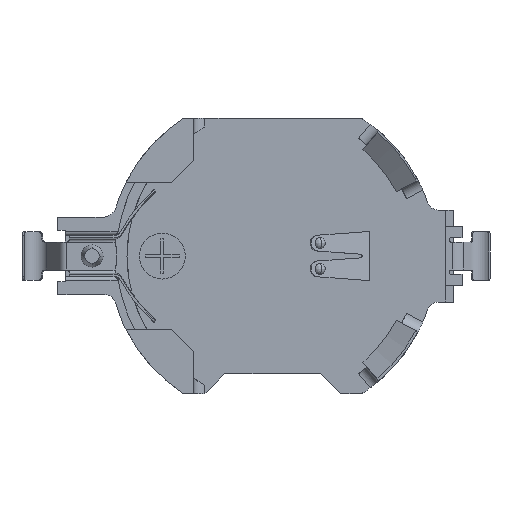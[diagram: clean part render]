
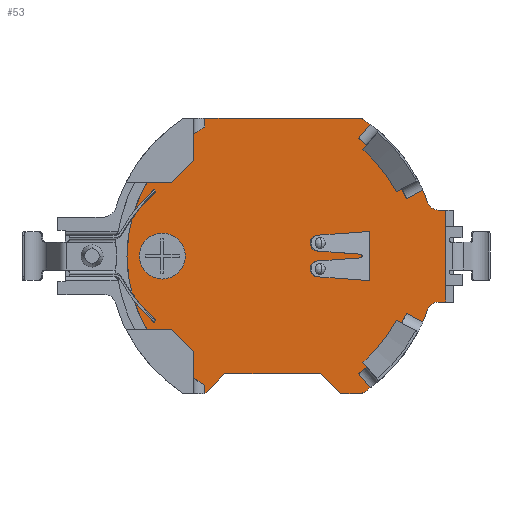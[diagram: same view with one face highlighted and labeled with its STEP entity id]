
A CAD part, top view. The second image highlights one B-rep face of the part: STEP entity #53.
In plain terms, the highlighted planar face has unit normal (0, 0, 1).
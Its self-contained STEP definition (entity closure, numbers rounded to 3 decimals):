
#53=ADVANCED_FACE('',(#283,#284,#285),#286,.T.);
#283=FACE_OUTER_BOUND('',#729,.T.);
#284=FACE_BOUND('',#730,.T.);
#285=FACE_BOUND('',#731,.T.);
#286=PLANE('',#732);
#729=EDGE_LOOP('',(#1424,#1425,#1426,#1427,#1428,#1429,#1430,#1431,#1432,#1433,#1434,#1435,#1436,#1437,#1438,#1439,#1440,#1441,#1442,#1443,#1444,#1445,#1446,#1447));
#730=EDGE_LOOP('',(#1448,#1449));
#731=EDGE_LOOP('',(#1450,#1451,#1452,#1453));
#732=AXIS2_PLACEMENT_3D('',#1454,#1455,#1456);
#1424=ORIENTED_EDGE('',*,*,#3237,.T.);
#1425=ORIENTED_EDGE('',*,*,#3238,.F.);
#1426=ORIENTED_EDGE('',*,*,#3239,.T.);
#1427=ORIENTED_EDGE('',*,*,#3240,.T.);
#1428=ORIENTED_EDGE('',*,*,#3241,.T.);
#1429=ORIENTED_EDGE('',*,*,#3242,.T.);
#1430=ORIENTED_EDGE('',*,*,#3243,.T.);
#1431=ORIENTED_EDGE('',*,*,#3244,.T.);
#1432=ORIENTED_EDGE('',*,*,#3245,.T.);
#1433=ORIENTED_EDGE('',*,*,#3246,.F.);
#1434=ORIENTED_EDGE('',*,*,#3247,.T.);
#1435=ORIENTED_EDGE('',*,*,#3248,.F.);
#1436=ORIENTED_EDGE('',*,*,#3249,.T.);
#1437=ORIENTED_EDGE('',*,*,#3236,.T.);
#1438=ORIENTED_EDGE('',*,*,#3250,.F.);
#1439=ORIENTED_EDGE('',*,*,#3182,.T.);
#1440=ORIENTED_EDGE('',*,*,#3251,.T.);
#1441=ORIENTED_EDGE('',*,*,#3252,.F.);
#1442=ORIENTED_EDGE('',*,*,#3253,.T.);
#1443=ORIENTED_EDGE('',*,*,#3254,.T.);
#1444=ORIENTED_EDGE('',*,*,#3255,.T.);
#1445=ORIENTED_EDGE('',*,*,#3256,.T.);
#1446=ORIENTED_EDGE('',*,*,#3257,.T.);
#1447=ORIENTED_EDGE('',*,*,#3258,.F.);
#1448=ORIENTED_EDGE('',*,*,#3259,.F.);
#1449=ORIENTED_EDGE('',*,*,#3260,.F.);
#1450=ORIENTED_EDGE('',*,*,#3261,.T.);
#1451=ORIENTED_EDGE('',*,*,#3262,.F.);
#1452=ORIENTED_EDGE('',*,*,#3263,.T.);
#1453=ORIENTED_EDGE('',*,*,#3264,.T.);
#1454=CARTESIAN_POINT('',(0.0,0.0,1.397));
#1455=DIRECTION('',(0.0,0.0,1.0));
#1456=DIRECTION('',(1.0,0.0,0.0));
#3182=EDGE_CURVE('',#3792,#3789,#3793,.T.);
#3236=EDGE_CURVE('',#3888,#3896,#3898,.T.);
#3237=EDGE_CURVE('',#3899,#3900,#3901,.T.);
#3238=EDGE_CURVE('',#3902,#3900,#3903,.T.);
#3239=EDGE_CURVE('',#3902,#3904,#3905,.T.);
#3240=EDGE_CURVE('',#3904,#3906,#3907,.T.);
#3241=EDGE_CURVE('',#3906,#3908,#3909,.T.);
#3242=EDGE_CURVE('',#3908,#3910,#3911,.T.);
#3243=EDGE_CURVE('',#3910,#3912,#3913,.T.);
#3244=EDGE_CURVE('',#3912,#3914,#3915,.T.);
#3245=EDGE_CURVE('',#3914,#3916,#3917,.T.);
#3246=EDGE_CURVE('',#3918,#3916,#3919,.T.);
#3247=EDGE_CURVE('',#3918,#3920,#3921,.T.);
#3248=EDGE_CURVE('',#3922,#3920,#3923,.T.);
#3249=EDGE_CURVE('',#3922,#3888,#3924,.T.);
#3250=EDGE_CURVE('',#3792,#3896,#3925,.T.);
#3251=EDGE_CURVE('',#3789,#3926,#3927,.T.);
#3252=EDGE_CURVE('',#3928,#3926,#3929,.T.);
#3253=EDGE_CURVE('',#3928,#3930,#3931,.T.);
#3254=EDGE_CURVE('',#3930,#3932,#3933,.T.);
#3255=EDGE_CURVE('',#3932,#3934,#3935,.T.);
#3256=EDGE_CURVE('',#3934,#3936,#3937,.T.);
#3257=EDGE_CURVE('',#3936,#3938,#3939,.T.);
#3258=EDGE_CURVE('',#3899,#3938,#3940,.T.);
#3259=EDGE_CURVE('',#3941,#3942,#3943,.T.);
#3260=EDGE_CURVE('',#3942,#3941,#3944,.T.);
#3261=EDGE_CURVE('',#3945,#3946,#3947,.T.);
#3262=EDGE_CURVE('',#3948,#3946,#3949,.T.);
#3263=EDGE_CURVE('',#3948,#3950,#3951,.T.);
#3264=EDGE_CURVE('',#3950,#3945,#3952,.T.);
#3789=VERTEX_POINT('',#4787);
#3792=VERTEX_POINT('',#4791);
#3793=CIRCLE('',#4792,10.058);
#3888=VERTEX_POINT('',#4935);
#3896=VERTEX_POINT('',#4947);
#3898=LINE('',#4949,#4950);
#3899=VERTEX_POINT('',#4951);
#3900=VERTEX_POINT('',#4952);
#3901=CIRCLE('',#4953,10.058);
#3902=VERTEX_POINT('',#4954);
#3903=LINE('',#4955,#4956);
#3904=VERTEX_POINT('',#4957);
#3905=CIRCLE('',#4958,11.328);
#3906=VERTEX_POINT('',#4959);
#3907=CIRCLE('',#4960,0.762);
#3908=VERTEX_POINT('',#4961);
#3909=LINE('',#4962,#4963);
#3910=VERTEX_POINT('',#4964);
#3911=LINE('',#4965,#4966);
#3912=VERTEX_POINT('',#4967);
#3913=LINE('',#4968,#4969);
#3914=VERTEX_POINT('',#4970);
#3915=CIRCLE('',#4971,0.762);
#3916=VERTEX_POINT('',#4972);
#3917=CIRCLE('',#4973,11.328);
#3918=VERTEX_POINT('',#4974);
#3919=LINE('',#4975,#4976);
#3920=VERTEX_POINT('',#4977);
#3921=CIRCLE('',#4978,10.058);
#3922=VERTEX_POINT('',#4979);
#3923=LINE('',#4980,#4981);
#3924=CIRCLE('',#4982,11.328);
#3925=LINE('',#4983,#4984);
#3926=VERTEX_POINT('',#4985);
#3927=CIRCLE('',#4986,10.058);
#3928=VERTEX_POINT('',#4987);
#3929=LINE('',#4988,#4989);
#3930=VERTEX_POINT('',#4990);
#3931=LINE('',#4991,#4992);
#3932=VERTEX_POINT('',#4993);
#3933=LINE('',#4994,#4995);
#3934=VERTEX_POINT('',#4996);
#3935=LINE('',#4997,#4998);
#3936=VERTEX_POINT('',#4999);
#3937=LINE('',#5000,#5001);
#3938=VERTEX_POINT('',#5002);
#3939=CIRCLE('',#5003,11.328);
#3940=LINE('',#5004,#5005);
#3941=VERTEX_POINT('',#5006);
#3942=VERTEX_POINT('',#5007);
#3943=CIRCLE('',#5008,1.588);
#3944=CIRCLE('',#5009,1.588);
#3945=VERTEX_POINT('',#5010);
#3946=VERTEX_POINT('',#5011);
#3947=LINE('',#5012,#5013);
#3948=VERTEX_POINT('',#5014);
#3949=LINE('',#5015,#5016);
#3950=VERTEX_POINT('',#5017);
#3951=LINE('',#5018,#5019);
#3952=LINE('',#5020,#5021);
#4787=CARTESIAN_POINT('',(-10.058,0.,1.397));
#4791=CARTESIAN_POINT('',(-4.674,8.907,1.397));
#4792=AXIS2_PLACEMENT_3D('',#7298,#7299,#7300);
#4935=CARTESIAN_POINT('',(6.132,9.525,1.397));
#4947=CARTESIAN_POINT('',(-4.674,9.525,1.397));
#4949=CARTESIAN_POINT('',(6.132,9.525,1.397));
#4950=VECTOR('',#7399,10.806);
#4951=CARTESIAN_POINT('',(5.91,-8.139,1.397));
#4952=CARTESIAN_POINT('',(9.248,-3.955,1.397));
#4953=AXIS2_PLACEMENT_3D('',#7400,#7401,#7402);
#4954=CARTESIAN_POINT('',(10.378,-4.543,1.397));
#4955=CARTESIAN_POINT('',(10.378,-4.543,1.397));
#4956=VECTOR('',#7403,1.273);
#4957=CARTESIAN_POINT('',(10.711,-3.689,1.397));
#4958=AXIS2_PLACEMENT_3D('',#7404,#7405,#7406);
#4959=CARTESIAN_POINT('',(11.431,-3.175,1.397));
#4960=AXIS2_PLACEMENT_3D('',#7407,#7408,#7409);
#4961=CARTESIAN_POINT('',(11.963,-3.175,1.397));
#4962=CARTESIAN_POINT('',(11.431,-3.175,1.397));
#4963=VECTOR('',#7410,0.532);
#4964=CARTESIAN_POINT('',(11.963,3.175,1.397));
#4965=CARTESIAN_POINT('',(11.963,-3.175,1.397));
#4966=VECTOR('',#7411,6.35);
#4967=CARTESIAN_POINT('',(11.431,3.175,1.397));
#4968=CARTESIAN_POINT('',(11.963,3.175,1.397));
#4969=VECTOR('',#7412,0.532);
#4970=CARTESIAN_POINT('',(10.711,3.689,1.397));
#4971=AXIS2_PLACEMENT_3D('',#7413,#7414,#7415);
#4972=CARTESIAN_POINT('',(10.378,4.543,1.397));
#4973=AXIS2_PLACEMENT_3D('',#7416,#7417,#7418);
#4974=CARTESIAN_POINT('',(9.248,3.955,1.397));
#4975=CARTESIAN_POINT('',(9.248,3.955,1.397));
#4976=VECTOR('',#7419,1.273);
#4977=CARTESIAN_POINT('',(5.91,8.139,1.397));
#4978=AXIS2_PLACEMENT_3D('',#7420,#7421,#7422);
#4979=CARTESIAN_POINT('',(6.734,9.11,1.397));
#4980=CARTESIAN_POINT('',(6.734,9.11,1.397));
#4981=VECTOR('',#7423,1.273);
#4982=AXIS2_PLACEMENT_3D('',#7424,#7425,#7426);
#4983=CARTESIAN_POINT('',(-4.674,8.907,1.397));
#4984=VECTOR('',#7427,0.618);
#4985=CARTESIAN_POINT('',(-4.674,-8.907,1.397));
#4986=AXIS2_PLACEMENT_3D('',#7428,#7429,#7430);
#4987=CARTESIAN_POINT('',(-4.674,-9.5,1.397));
#4988=CARTESIAN_POINT('',(-4.674,-9.5,1.397));
#4989=VECTOR('',#7431,0.593);
#4990=CARTESIAN_POINT('',(-3.302,-8.128,1.397));
#4991=CARTESIAN_POINT('',(-4.674,-9.5,1.397));
#4992=VECTOR('',#7432,1.94);
#4993=CARTESIAN_POINT('',(3.302,-8.128,1.397));
#4994=CARTESIAN_POINT('',(-3.302,-8.128,1.397));
#4995=VECTOR('',#7433,6.604);
#4996=CARTESIAN_POINT('',(4.699,-9.525,1.397));
#4997=CARTESIAN_POINT('',(3.302,-8.128,1.397));
#4998=VECTOR('',#7434,1.976);
#4999=CARTESIAN_POINT('',(6.132,-9.525,1.397));
#5000=CARTESIAN_POINT('',(4.699,-9.525,1.397));
#5001=VECTOR('',#7435,1.433);
#5002=CARTESIAN_POINT('',(6.734,-9.11,1.397));
#5003=AXIS2_PLACEMENT_3D('',#7436,#7437,#7438);
#5004=CARTESIAN_POINT('',(5.91,-8.139,1.397));
#5005=VECTOR('',#7439,1.273);
#5006=CARTESIAN_POINT('',(-9.208,0.0,1.397));
#5007=CARTESIAN_POINT('',(-6.033,0.0,1.397));
#5008=AXIS2_PLACEMENT_3D('',#7440,#7441,#7442);
#5009=AXIS2_PLACEMENT_3D('',#7443,#7444,#7445);
#5010=CARTESIAN_POINT('',(6.701,-1.698,1.397));
#5011=CARTESIAN_POINT('',(6.327,-1.67,1.397));
#5012=CARTESIAN_POINT('',(6.701,-1.698,1.397));
#5013=VECTOR('',#7446,0.375);
#5014=CARTESIAN_POINT('',(6.327,1.67,1.397));
#5015=CARTESIAN_POINT('',(6.327,1.67,1.397));
#5016=VECTOR('',#7447,3.341);
#5017=CARTESIAN_POINT('',(6.701,1.698,1.397));
#5018=CARTESIAN_POINT('',(6.327,1.67,1.397));
#5019=VECTOR('',#7448,0.375);
#5020=CARTESIAN_POINT('',(6.701,1.698,1.397));
#5021=VECTOR('',#7449,3.395);
#7298=CARTESIAN_POINT('',(0.0,0.0,1.397));
#7299=DIRECTION('',(0.0,0.0,1.0));
#7300=DIRECTION('',(-0.465,0.885,0.0));
#7399=DIRECTION('',(-1.0,0.0,0.0));
#7400=CARTESIAN_POINT('',(0.0,0.0,1.397));
#7401=DIRECTION('',(0.0,0.0,1.0));
#7402=DIRECTION('',(0.588,-0.809,0.0));
#7403=DIRECTION('',(-0.887,0.462,0.0));
#7404=CARTESIAN_POINT('',(0.0,0.0,1.397));
#7405=DIRECTION('',(0.0,0.0,1.0));
#7406=DIRECTION('',(0.916,-0.401,0.0));
#7407=CARTESIAN_POINT('',(11.431,-3.937,1.397));
#7408=DIRECTION('',(0.0,0.0,-1.0));
#7409=DIRECTION('',(-0.945,0.326,0.0));
#7410=DIRECTION('',(1.0,0.0,0.0));
#7411=DIRECTION('',(0.0,1.0,0.0));
#7412=DIRECTION('',(-1.0,0.0,0.0));
#7413=CARTESIAN_POINT('',(11.431,3.937,1.397));
#7414=DIRECTION('',(0.0,0.0,-1.0));
#7415=DIRECTION('',(0.,-1.0,0.0));
#7416=CARTESIAN_POINT('',(0.0,0.0,1.397));
#7417=DIRECTION('',(0.0,-0.0,1.0));
#7418=DIRECTION('',(0.945,0.326,0.0));
#7419=DIRECTION('',(0.887,0.462,0.0));
#7420=CARTESIAN_POINT('',(0.0,0.0,1.397));
#7421=DIRECTION('',(0.0,-0.0,1.0));
#7422=DIRECTION('',(0.919,0.393,0.0));
#7423=DIRECTION('',(-0.647,-0.762,0.0));
#7424=CARTESIAN_POINT('',(0.0,0.0,1.397));
#7425=DIRECTION('',(0.0,-0.0,1.0));
#7426=DIRECTION('',(0.594,0.804,0.0));
#7427=DIRECTION('',(0.0,1.0,0.0));
#7428=CARTESIAN_POINT('',(0.0,0.0,1.397));
#7429=DIRECTION('',(0.0,0.0,1.0));
#7430=DIRECTION('',(-0.465,0.885,0.0));
#7431=DIRECTION('',(0.0,1.0,0.0));
#7432=DIRECTION('',(0.707,0.707,0.0));
#7433=DIRECTION('',(1.0,0.0,0.0));
#7434=DIRECTION('',(0.707,-0.707,0.0));
#7435=DIRECTION('',(1.0,0.0,0.0));
#7436=CARTESIAN_POINT('',(0.0,0.0,1.397));
#7437=DIRECTION('',(0.0,0.0,1.0));
#7438=DIRECTION('',(0.541,-0.841,0.0));
#7439=DIRECTION('',(0.647,-0.762,0.0));
#7440=CARTESIAN_POINT('',(-7.62,0.0,1.397));
#7441=DIRECTION('',(0.0,0.0,1.0));
#7442=DIRECTION('',(-1.0,0.0,0.0));
#7443=CARTESIAN_POINT('',(-7.62,0.0,1.397));
#7444=DIRECTION('',(0.0,0.0,1.0));
#7445=DIRECTION('',(1.0,0.0,0.0));
#7446=DIRECTION('',(-0.997,0.073,0.0));
#7447=DIRECTION('',(0.0,-1.0,0.0));
#7448=DIRECTION('',(0.997,0.073,0.0));
#7449=DIRECTION('',(0.0,-1.0,0.0));
